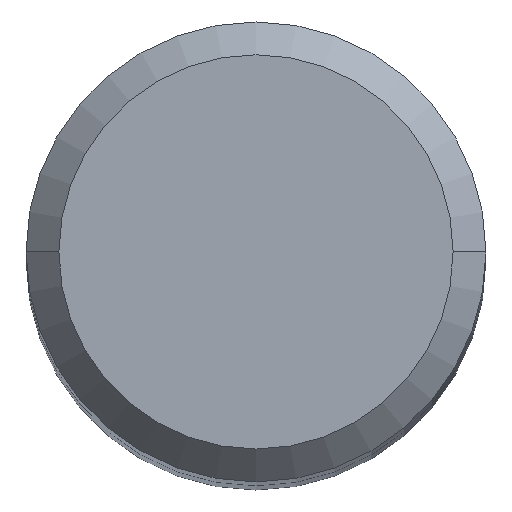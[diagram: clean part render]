
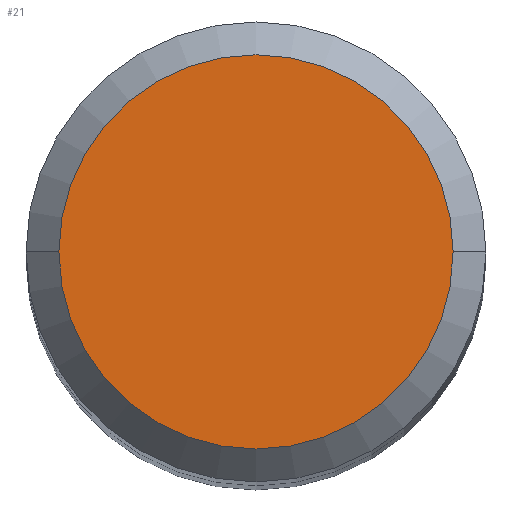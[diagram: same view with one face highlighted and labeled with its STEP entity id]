
A CAD part, top view. The second image highlights one B-rep face of the part: STEP entity #21.
In plain terms, the highlighted planar face has unit normal (0, 0, 1).
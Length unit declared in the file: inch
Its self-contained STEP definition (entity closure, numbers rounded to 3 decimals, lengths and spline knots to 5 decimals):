
#4 = PLANE ( 'NONE',  #88 ) ;
#10 = CARTESIAN_POINT ( 'NONE',  ( 0., 0., 0. ) ) ;
#18 = CIRCLE ( 'NONE', #65, 0.1875 ) ;
#21 = ADVANCED_FACE ( 'NONE', ( #121 ), #4, .F. ) ;
#27 = DIRECTION ( 'NONE',  ( 0., 0., 1. ) ) ;
#65 = AXIS2_PLACEMENT_3D ( 'NONE', #10, #314, #288 ) ;
#84 = VERTEX_POINT ( 'NONE', #137 ) ;
#88 = AXIS2_PLACEMENT_3D ( 'NONE', #215, #280, #244 ) ;
#113 = CARTESIAN_POINT ( 'NONE',  ( 0., 0., 0. ) ) ;
#121 = FACE_OUTER_BOUND ( 'NONE', #328, .T. ) ;
#137 = CARTESIAN_POINT ( 'NONE',  ( -0.1875, 0., 0. ) ) ;
#146 = VERTEX_POINT ( 'NONE', #261 ) ;
#195 = AXIS2_PLACEMENT_3D ( 'NONE', #113, #27, #237 ) ;
#215 = CARTESIAN_POINT ( 'NONE',  ( 0., 0., 0. ) ) ;
#228 = EDGE_CURVE ( 'NONE', #146, #84, #18, .T. ) ;
#237 = DIRECTION ( 'NONE',  ( 1., 0., 0. ) ) ;
#244 = DIRECTION ( 'NONE',  ( -1., 0., 0. ) ) ;
#261 = CARTESIAN_POINT ( 'NONE',  ( 0.1875, 0., 0. ) ) ;
#277 = ORIENTED_EDGE ( 'NONE', *, *, #363, .T. ) ;
#280 = DIRECTION ( 'NONE',  ( 0., 0., -1. ) ) ;
#288 = DIRECTION ( 'NONE',  ( 1., 0., 0. ) ) ;
#302 = ORIENTED_EDGE ( 'NONE', *, *, #228, .T. ) ;
#314 = DIRECTION ( 'NONE',  ( 0., 0., 1. ) ) ;
#328 = EDGE_LOOP ( 'NONE', ( #277, #302 ) ) ;
#363 = EDGE_CURVE ( 'NONE', #84, #146, #366, .T. ) ;
#366 = CIRCLE ( 'NONE', #195, 0.1875 ) ;
